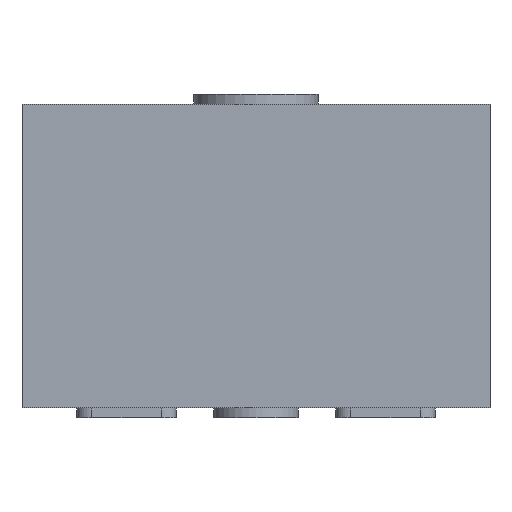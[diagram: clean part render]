
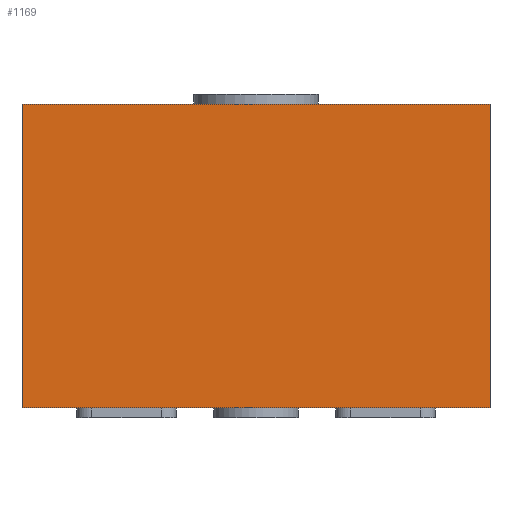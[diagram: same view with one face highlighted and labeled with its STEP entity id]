
A CAD part, front view. The second image highlights one B-rep face of the part: STEP entity #1169.
In plain terms, the highlighted planar face has unit normal (0, -1, 0).
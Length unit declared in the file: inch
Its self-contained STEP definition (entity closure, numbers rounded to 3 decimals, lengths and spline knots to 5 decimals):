
#17 = CARTESIAN_POINT ( 'NONE',  ( -0.0185, -0.03327, 0.0248 ) ) ;
#165 = PLANE ( 'NONE',  #802 ) ;
#215 = VERTEX_POINT ( 'NONE', #17 ) ;
#373 = EDGE_CURVE ( 'NONE', #848, #1219, #510, .T. ) ;
#417 = ORIENTED_EDGE ( 'NONE', *, *, #897, .T. ) ;
#499 = DIRECTION ( 'NONE',  ( -1., 0., 0. ) ) ;
#510 = LINE ( 'NONE', #1502, #2086 ) ;
#563 = ORIENTED_EDGE ( 'NONE', *, *, #839, .F. ) ;
#643 = CARTESIAN_POINT ( 'NONE',  ( 0.0185, -0.03327, 0.0248 ) ) ;
#648 = ORIENTED_EDGE ( 'NONE', *, *, #373, .F. ) ;
#652 = CARTESIAN_POINT ( 'NONE',  ( 0.0185, -0.03327, 0.00079 ) ) ;
#657 = CARTESIAN_POINT ( 'NONE',  ( -0.0185, -0.03327, 0.00079 ) ) ;
#766 = CARTESIAN_POINT ( 'NONE',  ( -0.0185, -0.03327, 0.0248 ) ) ;
#802 = AXIS2_PLACEMENT_3D ( 'NONE', #973, #1959, #985 ) ;
#839 = EDGE_CURVE ( 'NONE', #2147, #848, #1081, .T. ) ;
#848 = VERTEX_POINT ( 'NONE', #652 ) ;
#897 = EDGE_CURVE ( 'NONE', #215, #1219, #1170, .T. ) ;
#953 = VECTOR ( 'NONE', #1969, 39.37008 ) ;
#973 = CARTESIAN_POINT ( 'NONE',  ( -0.00748, -0.03327, 0.0248 ) ) ;
#985 = DIRECTION ( 'NONE',  ( 0., 0., -1. ) ) ;
#1068 = CARTESIAN_POINT ( 'NONE',  ( 0.0185, -0.03327, 0.0248 ) ) ;
#1081 = LINE ( 'NONE', #1068, #1661 ) ;
#1147 = CARTESIAN_POINT ( 'NONE',  ( -0.00748, -0.03327, 0.0248 ) ) ;
#1169 = ADVANCED_FACE ( 'NONE', ( #1985 ), #165, .T. ) ;
#1170 = LINE ( 'NONE', #766, #2464 ) ;
#1219 = VERTEX_POINT ( 'NONE', #657 ) ;
#1478 = EDGE_CURVE ( 'NONE', #2147, #215, #2082, .T. ) ;
#1489 = EDGE_LOOP ( 'NONE', ( #648, #563, #2150, #417 ) ) ;
#1502 = CARTESIAN_POINT ( 'NONE',  ( -0.00748, -0.03327, 0.00079 ) ) ;
#1661 = VECTOR ( 'NONE', #1690, 39.37008 ) ;
#1690 = DIRECTION ( 'NONE',  ( 0., 0., -1. ) ) ;
#1761 = DIRECTION ( 'NONE',  ( 0., 0., -1. ) ) ;
#1959 = DIRECTION ( 'NONE',  ( 0., -1., 0. ) ) ;
#1969 = DIRECTION ( 'NONE',  ( -1., 0., 0. ) ) ;
#1985 = FACE_OUTER_BOUND ( 'NONE', #1489, .T. ) ;
#2082 = LINE ( 'NONE', #1147, #953 ) ;
#2086 = VECTOR ( 'NONE', #499, 39.37008 ) ;
#2147 = VERTEX_POINT ( 'NONE', #643 ) ;
#2150 = ORIENTED_EDGE ( 'NONE', *, *, #1478, .T. ) ;
#2464 = VECTOR ( 'NONE', #1761, 39.37008 ) ;
